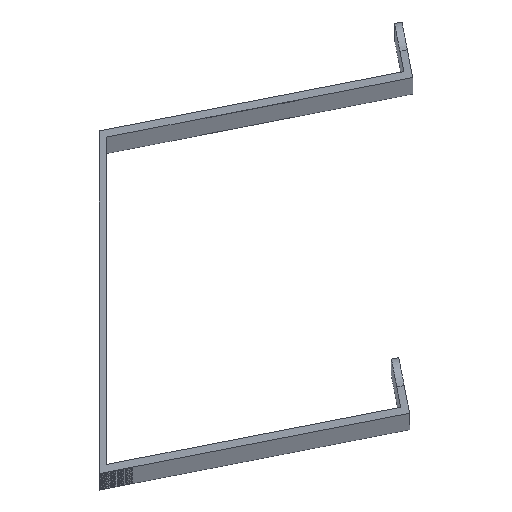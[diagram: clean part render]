
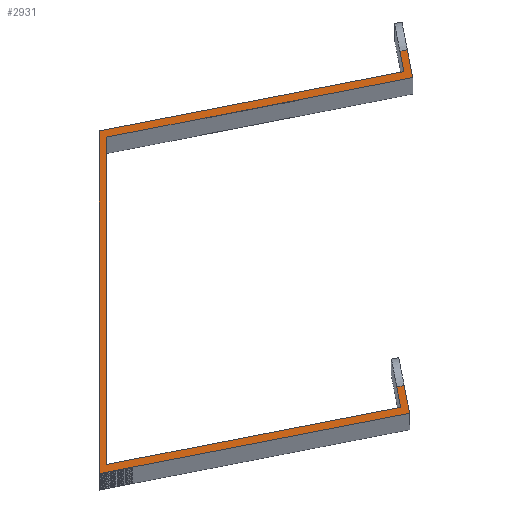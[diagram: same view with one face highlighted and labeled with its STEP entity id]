
A CAD part, top view. The second image highlights one B-rep face of the part: STEP entity #2931.
In plain terms, the highlighted planar face has unit normal (0, 0, 1).
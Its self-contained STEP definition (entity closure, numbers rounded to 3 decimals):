
#249=DIRECTION('',(0.982,0.191,0.));
#250=VECTOR('',#249,32.843);
#251=CARTESIAN_POINT('',(0.,36.27,995.));
#252=LINE('',#251,#250);
#253=DIRECTION('',(-0.191,0.982,0.));
#254=VECTOR('',#253,2.2);
#255=CARTESIAN_POINT('',(32.239,42.537,995.));
#256=LINE('',#255,#254);
#257=DIRECTION('',(-0.982,-0.191,0.));
#258=VECTOR('',#257,0.8);
#259=CARTESIAN_POINT('',(32.605,44.849,995.));
#260=LINE('',#259,#258);
#261=DIRECTION('',(0.191,-0.982,0.));
#262=VECTOR('',#261,3.);
#263=CARTESIAN_POINT('',(32.605,44.849,995.));
#264=LINE('',#263,#262);
#265=DIRECTION('',(-0.982,-0.191,0.));
#266=VECTOR('',#265,32.983);
#267=CARTESIAN_POINT('',(33.177,41.904,995.));
#268=LINE('',#267,#266);
#269=DIRECTION('',(0.,-1.,0.));
#270=VECTOR('',#269,34.64);
#271=CARTESIAN_POINT('',(0.8,35.611,995.));
#272=LINE('',#271,#270);
#273=DIRECTION('',(0.982,0.191,0.));
#274=VECTOR('',#273,31.688);
#275=CARTESIAN_POINT('',(0.8,0.97,995.));
#276=LINE('',#275,#274);
#277=DIRECTION('',(-0.191,0.982,0.));
#278=VECTOR('',#277,2.2);
#279=CARTESIAN_POINT('',(31.906,7.017,995.));
#280=LINE('',#279,#278);
#281=DIRECTION('',(0.982,0.191,0.));
#282=VECTOR('',#281,0.8);
#283=CARTESIAN_POINT('',(31.486,9.176,995.));
#284=LINE('',#283,#282);
#285=DIRECTION('',(0.191,-0.982,0.));
#286=VECTOR('',#285,3.);
#287=CARTESIAN_POINT('',(32.271,9.329,995.));
#288=LINE('',#287,#286);
#289=DIRECTION('',(-0.982,-0.191,0.));
#290=VECTOR('',#289,33.458);
#291=CARTESIAN_POINT('',(32.843,6.384,995.));
#292=LINE('',#291,#290);
#293=DIRECTION('',(0.,1.,0.));
#294=VECTOR('',#293,36.27);
#295=CARTESIAN_POINT('',(0.,0.,995.));
#296=LINE('',#295,#294);
#2601=CARTESIAN_POINT('',(31.82,44.696,995.));
#2603=VERTEX_POINT('',#2601);
#2607=CARTESIAN_POINT('',(32.605,44.849,995.));
#2608=VERTEX_POINT('',#2607);
#2610=CARTESIAN_POINT('',(32.271,9.329,995.));
#2612=VERTEX_POINT('',#2610);
#2613=CARTESIAN_POINT('',(31.486,9.176,995.));
#2614=VERTEX_POINT('',#2613);
#2658=CARTESIAN_POINT('',(32.843,6.384,995.));
#2660=VERTEX_POINT('',#2658);
#2675=CARTESIAN_POINT('',(0.,0.,995.));
#2676=VERTEX_POINT('',#2675);
#2687=CARTESIAN_POINT('',(31.906,7.017,995.));
#2689=VERTEX_POINT('',#2687);
#2694=CARTESIAN_POINT('',(0.8,0.97,995.));
#2696=VERTEX_POINT('',#2694);
#2735=CARTESIAN_POINT('',(0.,36.27,995.));
#2737=VERTEX_POINT('',#2735);
#2739=CARTESIAN_POINT('',(32.239,42.537,995.));
#2741=VERTEX_POINT('',#2739);
#2743=CARTESIAN_POINT('',(0.8,35.611,995.));
#2745=VERTEX_POINT('',#2743);
#2747=CARTESIAN_POINT('',(33.177,41.904,995.));
#2749=VERTEX_POINT('',#2747);
#2901=CARTESIAN_POINT('',(31.707,10.136,995.));
#2902=DIRECTION('',(0.,0.,-1.));
#2903=DIRECTION('',(-0.191,0.982,0.));
#2904=AXIS2_PLACEMENT_3D('',#2901,#2902,#2903);
#2905=PLANE('',#2904);
#2907=ORIENTED_EDGE('',*,*,#2906,.T.);
#2909=ORIENTED_EDGE('',*,*,#2908,.T.);
#2911=ORIENTED_EDGE('',*,*,#2910,.F.);
#2913=ORIENTED_EDGE('',*,*,#2912,.T.);
#2915=ORIENTED_EDGE('',*,*,#2914,.T.);
#2917=ORIENTED_EDGE('',*,*,#2916,.T.);
#2919=ORIENTED_EDGE('',*,*,#2918,.T.);
#2921=ORIENTED_EDGE('',*,*,#2920,.T.);
#2923=ORIENTED_EDGE('',*,*,#2922,.T.);
#2925=ORIENTED_EDGE('',*,*,#2924,.T.);
#2926=ORIENTED_EDGE('',*,*,#2771,.T.);
#2928=ORIENTED_EDGE('',*,*,#2927,.T.);
#2929=EDGE_LOOP('',(#2907,#2909,#2911,#2913,#2915,#2917,#2919,#2921,#2923,#2925,
#2926,#2928));
#2930=FACE_OUTER_BOUND('',#2929,.F.);
#2931=ADVANCED_FACE('',(#2930),#2905,.F.);
#2771=EDGE_CURVE('',#2660,#2676,#292,.T.);
#2906=EDGE_CURVE('',#2737,#2741,#252,.T.);
#2908=EDGE_CURVE('',#2741,#2603,#256,.T.);
#2910=EDGE_CURVE('',#2608,#2603,#260,.T.);
#2912=EDGE_CURVE('',#2608,#2749,#264,.T.);
#2914=EDGE_CURVE('',#2749,#2745,#268,.T.);
#2916=EDGE_CURVE('',#2745,#2696,#272,.T.);
#2918=EDGE_CURVE('',#2696,#2689,#276,.T.);
#2920=EDGE_CURVE('',#2689,#2614,#280,.T.);
#2922=EDGE_CURVE('',#2614,#2612,#284,.T.);
#2924=EDGE_CURVE('',#2612,#2660,#288,.T.);
#2927=EDGE_CURVE('',#2676,#2737,#296,.T.);
